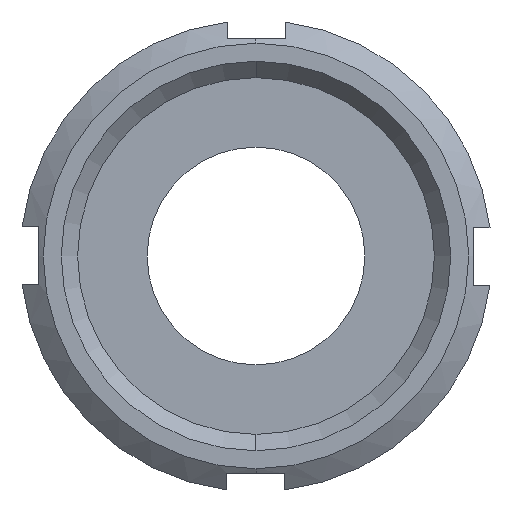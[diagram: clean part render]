
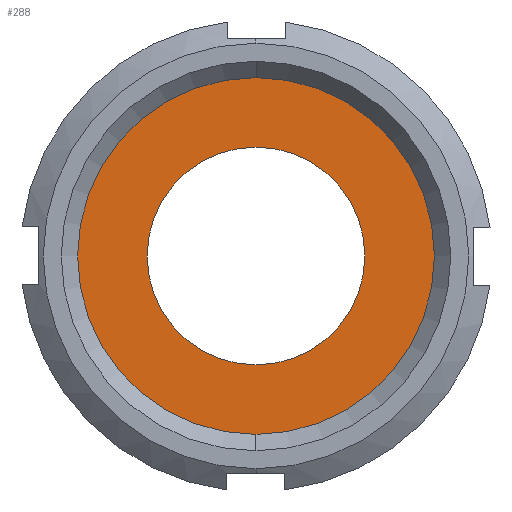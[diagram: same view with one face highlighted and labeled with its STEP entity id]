
A CAD part, left-side view. The second image highlights one B-rep face of the part: STEP entity #288.
In plain terms, the highlighted planar face has unit normal (-1, 0, 0).
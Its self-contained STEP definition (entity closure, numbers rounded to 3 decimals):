
#7 = VERTEX_POINT ( 'NONE', #453 ) ;
#18 = VERTEX_POINT ( 'NONE', #969 ) ;
#30 = CIRCLE ( 'NONE', #639, 9.5 ) ;
#46 = VERTEX_POINT ( 'NONE', #914 ) ;
#70 = AXIS2_PLACEMENT_3D ( 'NONE', #838, #249, #602 ) ;
#181 = AXIS2_PLACEMENT_3D ( 'NONE', #764, #522, #1116 ) ;
#182 = FACE_BOUND ( 'NONE', #478, .T. ) ;
#220 = DIRECTION ( 'NONE',  ( -1., 0., 0. ) ) ;
#249 = DIRECTION ( 'NONE',  ( -1., 0., 0. ) ) ;
#250 = EDGE_CURVE ( 'NONE', #916, #46, #1097, .T. ) ;
#288 = ADVANCED_FACE ( 'NONE', ( #182, #671 ), #842, .F. ) ;
#356 = ORIENTED_EDGE ( 'NONE', *, *, #411, .T. ) ;
#360 = EDGE_CURVE ( 'NONE', #46, #916, #30, .T. ) ;
#409 = ORIENTED_EDGE ( 'NONE', *, *, #360, .F. ) ;
#411 = EDGE_CURVE ( 'NONE', #18, #7, #794, .T. ) ;
#438 = CARTESIAN_POINT ( 'NONE',  ( 8.371, 0., -9.5 ) ) ;
#452 = ORIENTED_EDGE ( 'NONE', *, *, #250, .F. ) ;
#453 = CARTESIAN_POINT ( 'NONE',  ( 8.371, 0., 18.928 ) ) ;
#478 = EDGE_LOOP ( 'NONE', ( #409, #452 ) ) ;
#481 = CIRCLE ( 'NONE', #955, 18.928 ) ;
#522 = DIRECTION ( 'NONE',  ( 1., 0., 0. ) ) ;
#562 = DIRECTION ( 'NONE',  ( 0., 0., 1. ) ) ;
#602 = DIRECTION ( 'NONE',  ( 0., 0., 1. ) ) ;
#623 = CARTESIAN_POINT ( 'NONE',  ( 8.371, 0., 0. ) ) ;
#625 = ORIENTED_EDGE ( 'NONE', *, *, #1100, .T. ) ;
#639 = AXIS2_PLACEMENT_3D ( 'NONE', #1081, #724, #562 ) ;
#671 = FACE_OUTER_BOUND ( 'NONE', #880, .T. ) ;
#721 = CARTESIAN_POINT ( 'NONE',  ( 8.371, 0., 0. ) ) ;
#724 = DIRECTION ( 'NONE',  ( -1., 0., 0. ) ) ;
#731 = AXIS2_PLACEMENT_3D ( 'NONE', #623, #988, #981 ) ;
#764 = CARTESIAN_POINT ( 'NONE',  ( 8.371, 18.928, 0. ) ) ;
#794 = CIRCLE ( 'NONE', #731, 18.928 ) ;
#838 = CARTESIAN_POINT ( 'NONE',  ( 8.371, 0., 0. ) ) ;
#842 = PLANE ( 'NONE',  #181 ) ;
#880 = EDGE_LOOP ( 'NONE', ( #625, #356 ) ) ;
#914 = CARTESIAN_POINT ( 'NONE',  ( 8.371, 0., 9.5 ) ) ;
#916 = VERTEX_POINT ( 'NONE', #438 ) ;
#955 = AXIS2_PLACEMENT_3D ( 'NONE', #721, #220, #1085 ) ;
#969 = CARTESIAN_POINT ( 'NONE',  ( 8.371, 0., -18.928 ) ) ;
#981 = DIRECTION ( 'NONE',  ( 0., 0., 1. ) ) ;
#988 = DIRECTION ( 'NONE',  ( -1., 0., 0. ) ) ;
#1081 = CARTESIAN_POINT ( 'NONE',  ( 8.371, 0., 0. ) ) ;
#1085 = DIRECTION ( 'NONE',  ( 0., 0., 1. ) ) ;
#1097 = CIRCLE ( 'NONE', #70, 9.5 ) ;
#1100 = EDGE_CURVE ( 'NONE', #7, #18, #481, .T. ) ;
#1116 = DIRECTION ( 'NONE',  ( 0., 0., -1. ) ) ;
